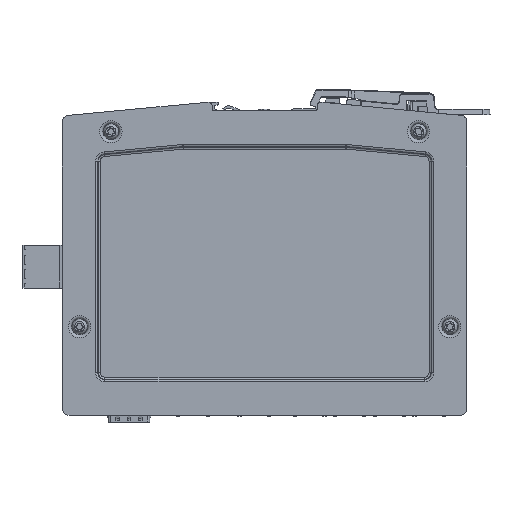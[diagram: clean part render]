
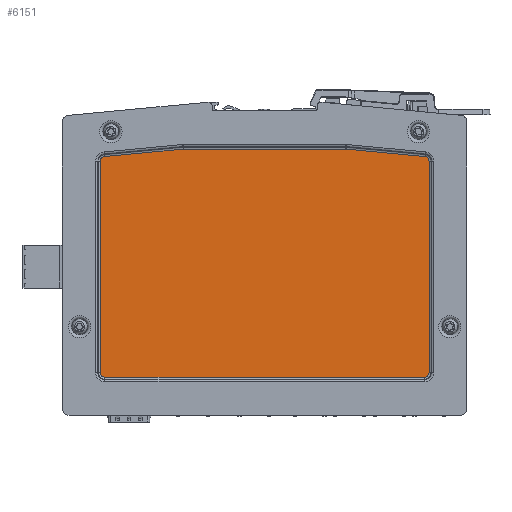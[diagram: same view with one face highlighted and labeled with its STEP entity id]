
A CAD part, top view. The second image highlights one B-rep face of the part: STEP entity #6151.
In plain terms, the highlighted planar face has unit normal (0, 0, 1).
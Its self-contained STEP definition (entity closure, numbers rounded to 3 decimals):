
#3731=CIRCLE('',#50046,1.586);
#3733=CIRCLE('',#50049,1.586);
#3738=CIRCLE('',#50057,1.586);
#3740=CIRCLE('',#50060,1.586);
#3745=CIRCLE('',#50068,1.586);
#3747=CIRCLE('',#50071,1.586);
#6151=ADVANCED_FACE('',(#9823),#7815,.T.);
#7815=PLANE('',#50080);
#9823=FACE_OUTER_BOUND('',#12620,.T.);
#12620=EDGE_LOOP('',(#24285,#24286,#24287,#24288,#24289,#24290,#24291,#24292,
#24293,#24294,#24295,#24296));
#24285=ORIENTED_EDGE('',*,*,#37189,.F.);
#24286=ORIENTED_EDGE('',*,*,#37193,.F.);
#24287=ORIENTED_EDGE('',*,*,#37198,.F.);
#24288=ORIENTED_EDGE('',*,*,#37203,.F.);
#24289=ORIENTED_EDGE('',*,*,#37208,.F.);
#24290=ORIENTED_EDGE('',*,*,#37213,.F.);
#24291=ORIENTED_EDGE('',*,*,#37215,.F.);
#24292=ORIENTED_EDGE('',*,*,#37211,.F.);
#24293=ORIENTED_EDGE('',*,*,#37206,.F.);
#24294=ORIENTED_EDGE('',*,*,#37201,.F.);
#24295=ORIENTED_EDGE('',*,*,#37196,.F.);
#24296=ORIENTED_EDGE('',*,*,#37191,.F.);
#30819=VERTEX_POINT('',#94624);
#30820=VERTEX_POINT('',#94626);
#30821=VERTEX_POINT('',#94630);
#30823=VERTEX_POINT('',#94635);
#30824=VERTEX_POINT('',#94640);
#30826=VERTEX_POINT('',#94645);
#30827=VERTEX_POINT('',#94650);
#30829=VERTEX_POINT('',#94655);
#30830=VERTEX_POINT('',#94660);
#30832=VERTEX_POINT('',#94665);
#30833=VERTEX_POINT('',#94670);
#30835=VERTEX_POINT('',#94675);
#37189=EDGE_CURVE('',#30820,#30819,#42066,.T.);
#37191=EDGE_CURVE('',#30819,#30821,#3731,.T.);
#37193=EDGE_CURVE('',#30823,#30820,#3733,.T.);
#37196=EDGE_CURVE('',#30821,#30824,#42067,.T.);
#37198=EDGE_CURVE('',#30826,#30823,#42068,.T.);
#37201=EDGE_CURVE('',#30824,#30827,#3738,.T.);
#37203=EDGE_CURVE('',#30829,#30826,#3740,.T.);
#37206=EDGE_CURVE('',#30827,#30830,#42070,.T.);
#37208=EDGE_CURVE('',#30832,#30829,#42071,.T.);
#37211=EDGE_CURVE('',#30830,#30833,#3745,.T.);
#37213=EDGE_CURVE('',#30835,#30832,#3747,.T.);
#37215=EDGE_CURVE('',#30833,#30835,#42073,.T.);
#42066=LINE('',#94627,#46516);
#42067=LINE('',#94641,#46517);
#42068=LINE('',#94646,#46518);
#42070=LINE('',#94661,#46520);
#42071=LINE('',#94666,#46521);
#42073=LINE('',#94679,#46523);
#46516=VECTOR('',#60607,1.);
#46517=VECTOR('',#60626,1.);
#46518=VECTOR('',#60631,1.);
#46520=VECTOR('',#60651,1.);
#46521=VECTOR('',#60656,1.);
#46523=VECTOR('',#60674,1.);
#50046=AXIS2_PLACEMENT_3D('',#94631,#60612,#60613);
#50049=AXIS2_PLACEMENT_3D('',#94636,#60618,#60619);
#50057=AXIS2_PLACEMENT_3D('',#94651,#60637,#60638);
#50060=AXIS2_PLACEMENT_3D('',#94656,#60643,#60644);
#50068=AXIS2_PLACEMENT_3D('',#94671,#60662,#60663);
#50071=AXIS2_PLACEMENT_3D('',#94676,#60668,#60669);
#50080=AXIS2_PLACEMENT_3D('',#94692,#60693,#60694);
#60607=DIRECTION('',(0.,-1.,0.));
#60612=DIRECTION('',(0.,0.,-1.));
#60613=DIRECTION('',(0.707,-0.707,0.));
#60618=DIRECTION('',(0.,0.,-1.));
#60619=DIRECTION('',(0.74,0.673,0.));
#60626=DIRECTION('',(-1.,0.,0.));
#60631=DIRECTION('',(0.996,-0.094,0.));
#60637=DIRECTION('',(0.,0.,-1.));
#60638=DIRECTION('',(-0.707,-0.707,0.));
#60643=DIRECTION('',(0.,0.,-1.));
#60644=DIRECTION('',(0.047,0.999,0.));
#60651=DIRECTION('',(0.,1.,0.));
#60656=DIRECTION('',(1.,0.,0.));
#60662=DIRECTION('',(0.,0.,-1.));
#60663=DIRECTION('',(-0.74,0.673,0.));
#60668=DIRECTION('',(0.,0.,-1.));
#60669=DIRECTION('',(-0.047,0.999,0.));
#60674=DIRECTION('',(0.996,0.094,0.));
#60693=DIRECTION('',(0.,0.,1.));
#60694=DIRECTION('',(1.,0.,0.));
#94624=CARTESIAN_POINT('',(57.686,-38.1,23.2));
#94626=CARTESIAN_POINT('',(57.686,36.188,23.2));
#94627=CARTESIAN_POINT('',(57.686,36.188,23.2));
#94630=CARTESIAN_POINT('',(56.1,-39.686,23.2));
#94631=CARTESIAN_POINT('',(56.1,-38.1,23.2));
#94635=CARTESIAN_POINT('',(56.249,37.767,23.2));
#94636=CARTESIAN_POINT('',(56.1,36.188,23.2));
#94640=CARTESIAN_POINT('',(-56.1,-39.686,23.2));
#94641=CARTESIAN_POINT('',(56.1,-39.686,23.2));
#94645=CARTESIAN_POINT('',(28.62,40.379,23.2));
#94646=CARTESIAN_POINT('',(28.62,40.379,23.2));
#94650=CARTESIAN_POINT('',(-57.686,-38.1,23.2));
#94651=CARTESIAN_POINT('',(-56.1,-38.1,23.2));
#94655=CARTESIAN_POINT('',(28.47,40.386,23.2));
#94656=CARTESIAN_POINT('',(28.47,38.8,23.2));
#94660=CARTESIAN_POINT('',(-57.686,36.188,23.2));
#94661=CARTESIAN_POINT('',(-57.686,-38.1,23.2));
#94665=CARTESIAN_POINT('',(-28.47,40.386,23.2));
#94666=CARTESIAN_POINT('',(-28.47,40.386,23.2));
#94670=CARTESIAN_POINT('',(-56.249,37.767,23.2));
#94671=CARTESIAN_POINT('',(-56.1,36.188,23.2));
#94675=CARTESIAN_POINT('',(-28.62,40.379,23.2));
#94676=CARTESIAN_POINT('',(-28.47,38.8,23.2));
#94679=CARTESIAN_POINT('',(-56.249,37.767,23.2));
#94692=CARTESIAN_POINT('',(0.,-0.396,23.2));
